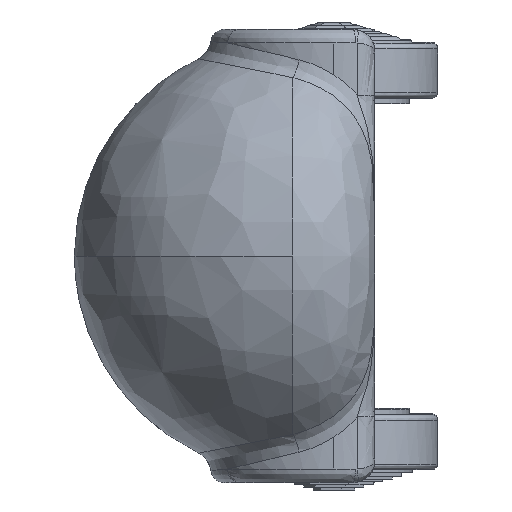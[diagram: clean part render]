
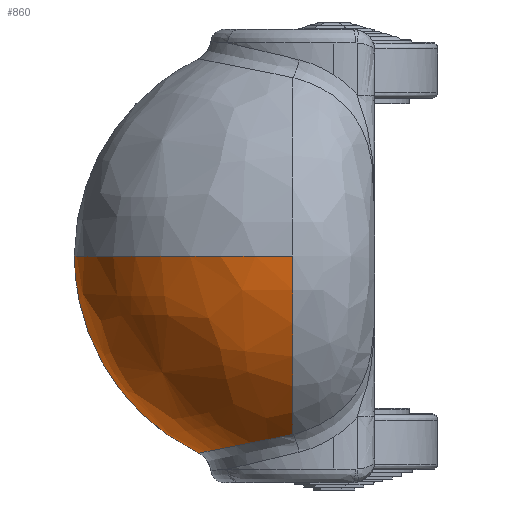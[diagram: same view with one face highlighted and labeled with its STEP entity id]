
A CAD part, left-side view. The second image highlights one B-rep face of the part: STEP entity #860.
In plain terms, the highlighted free-form (B-spline) face has degree [2, 2] with [3, 3] control points.
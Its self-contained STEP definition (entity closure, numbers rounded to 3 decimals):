
#860 = ADVANCED_FACE('',(#861),#922,.T.);
#861 = FACE_BOUND('',#862,.T.);
#862 = EDGE_LOOP('',(#863,#873,#881,#889));
#863 = ORIENTED_EDGE('',*,*,#864,.F.);
#864 = EDGE_CURVE('',#865,#867,#869,.T.);
#865 = VERTEX_POINT('',#866);
#866 = CARTESIAN_POINT('',(-263.146,-22.062,14.66
    ));
#867 = VERTEX_POINT('',#868);
#868 = CARTESIAN_POINT('',(-224.464,-22.062,
    -60.101));
#869 = ( BOUNDED_CURVE() B_SPLINE_CURVE(2,(#870,#871,#872),
.UNSPECIFIED.,.F.,.F.) B_SPLINE_CURVE_WITH_KNOTS((3,3),(1.571,
2.526),.PIECEWISE_BEZIER_KNOTS.) CURVE() 
GEOMETRIC_REPRESENTATION_ITEM() RATIONAL_B_SPLINE_CURVE((1.,
0.888,1.)) REPRESENTATION_ITEM('') );
#870 = CARTESIAN_POINT('',(-263.146,-22.062,14.66
    ));
#871 = CARTESIAN_POINT('',(-263.146,-22.062,-32.728
    ));
#872 = CARTESIAN_POINT('',(-224.464,-22.062,
    -60.101));
#873 = ORIENTED_EDGE('',*,*,#874,.T.);
#874 = EDGE_CURVE('',#865,#875,#877,.T.);
#875 = VERTEX_POINT('',#876);
#876 = CARTESIAN_POINT('',(-171.56,69.524,
    14.66));
#877 = ( BOUNDED_CURVE() B_SPLINE_CURVE(2,(#878,#879,#880),
.UNSPECIFIED.,.F.,.F.) B_SPLINE_CURVE_WITH_KNOTS((3,3),(0.,
1.571),.PIECEWISE_BEZIER_KNOTS.) CURVE() 
GEOMETRIC_REPRESENTATION_ITEM() RATIONAL_B_SPLINE_CURVE((1.,
0.707,1.)) REPRESENTATION_ITEM('') );
#878 = CARTESIAN_POINT('',(-263.146,-22.062,14.66
    ));
#879 = CARTESIAN_POINT('',(-263.146,69.524,14.66
    ));
#880 = CARTESIAN_POINT('',(-171.56,69.524,
    14.66));
#881 = ORIENTED_EDGE('',*,*,#882,.F.);
#882 = EDGE_CURVE('',#883,#875,#885,.T.);
#883 = VERTEX_POINT('',#884);
#884 = CARTESIAN_POINT('',(-171.56,17.486,
    -67.947));
#885 = ( BOUNDED_CURVE() B_SPLINE_CURVE(2,(#886,#887,#888),
.UNSPECIFIED.,.F.,.F.) B_SPLINE_CURVE_WITH_KNOTS((3,3),(0.447,
1.571),.PIECEWISE_BEZIER_KNOTS.) CURVE() 
GEOMETRIC_REPRESENTATION_ITEM() RATIONAL_B_SPLINE_CURVE((1.,
0.846,1.)) REPRESENTATION_ITEM('') );
#886 = CARTESIAN_POINT('',(-171.56,17.486,
    -67.947));
#887 = CARTESIAN_POINT('',(-171.56,69.524,-43.034
    ));
#888 = CARTESIAN_POINT('',(-171.56,69.524,
    14.66));
#889 = ORIENTED_EDGE('',*,*,#890,.T.);
#890 = EDGE_CURVE('',#883,#867,#891,.T.);
#891 = B_SPLINE_CURVE_WITH_KNOTS('',3,(#892,#893,#894,#895,#896,#897,
    #898,#899,#900,#901,#902,#903,#904,#905,#906,#907,#908,#909,#910,
    #911,#912,#913,#914,#915,#916,#917,#918,#919,#920,#921),
  .UNSPECIFIED.,.F.,.F.,(4,2,2,2,2,2,2,2,2,2,2,2,2,2,4),(
    0.,0.01,0.02,
    0.022,0.025,0.03,
    0.039,0.042,0.044,
    0.049,0.059,0.062,
    0.064,0.069,0.079),
  .UNSPECIFIED.);
#892 = CARTESIAN_POINT('',(-171.56,17.486,
    -67.947));
#893 = CARTESIAN_POINT('',(-174.561,17.486,
    -67.947));
#894 = CARTESIAN_POINT('',(-177.519,17.243,
    -67.901));
#895 = CARTESIAN_POINT('',(-183.355,16.291,
    -67.721));
#896 = CARTESIAN_POINT('',(-186.233,15.583,
    -67.587));
#897 = CARTESIAN_POINT('',(-189.778,14.397,
    -67.361));
#898 = CARTESIAN_POINT('',(-190.483,14.144,
    -67.313));
#899 = CARTESIAN_POINT('',(-191.875,13.615,
    -67.212));
#900 = CARTESIAN_POINT('',(-192.564,13.336,
    -67.159));
#901 = CARTESIAN_POINT('',(-194.607,12.462,
    -66.993));
#902 = CARTESIAN_POINT('',(-195.94,11.828,
    -66.871));
#903 = CARTESIAN_POINT('',(-199.853,9.769,-66.476
    ));
#904 = CARTESIAN_POINT('',(-202.345,8.193,-66.173
    ));
#905 = CARTESIAN_POINT('',(-205.313,5.96,
    -65.74));
#906 = CARTESIAN_POINT('',(-205.9,5.5,
    -65.65));
#907 = CARTESIAN_POINT('',(-207.049,4.56,
    -65.467));
#908 = CARTESIAN_POINT('',(-207.612,4.081,
    -65.374));
#909 = CARTESIAN_POINT('',(-209.267,2.612,
    -65.087));
#910 = CARTESIAN_POINT('',(-210.326,1.594,
    -64.888));
#911 = CARTESIAN_POINT('',(-213.371,-1.576,
    -64.264));
#912 = CARTESIAN_POINT('',(-215.226,-3.842,
    -63.815));
#913 = CARTESIAN_POINT('',(-217.323,-6.87,
    -63.209));
#914 = CARTESIAN_POINT('',(-217.732,-7.486,
    -63.085));
#915 = CARTESIAN_POINT('',(-218.524,-8.733,
    -62.834));
#916 = CARTESIAN_POINT('',(-218.906,-9.363,
    -62.707));
#917 = CARTESIAN_POINT('',(-220.011,-11.268,
    -62.322));
#918 = CARTESIAN_POINT('',(-220.694,-12.563,
    -62.059));
#919 = CARTESIAN_POINT('',(-222.584,-16.515,
    -61.252));
#920 = CARTESIAN_POINT('',(-223.632,-19.241,
    -60.69));
#921 = CARTESIAN_POINT('',(-224.464,-22.062,
    -60.101));
#922 = ( BOUNDED_SURFACE() B_SPLINE_SURFACE(2,2,(
    (#923,#924,#925)
    ,(#926,#927,#928)
    ,(#929,#930,#931
)),.UNSPECIFIED.,.F.,.F.,.F.) B_SPLINE_SURFACE_WITH_KNOTS((3,3),(3,3),(
    0.,1.571),(-1.124,0.),.PIECEWISE_BEZIER_KNOTS.) 
GEOMETRIC_REPRESENTATION_ITEM() RATIONAL_B_SPLINE_SURFACE((
    (1.,0.846,1.)
    ,(0.707,0.598,0.707)
,(1.,0.846,1.))) REPRESENTATION_ITEM('') SURFACE() );
#923 = CARTESIAN_POINT('',(-171.56,17.486,
    -67.947));
#924 = CARTESIAN_POINT('',(-171.56,69.524,-43.034
    ));
#925 = CARTESIAN_POINT('',(-171.56,69.524,
    14.66));
#926 = CARTESIAN_POINT('',(-211.108,17.486,
    -67.947));
#927 = CARTESIAN_POINT('',(-263.146,69.524,-43.034)
  );
#928 = CARTESIAN_POINT('',(-263.146,69.524,14.66
    ));
#929 = CARTESIAN_POINT('',(-211.108,-22.062,
    -67.947));
#930 = CARTESIAN_POINT('',(-263.146,-22.062,-43.034)
  );
#931 = CARTESIAN_POINT('',(-263.146,-22.062,14.66
    ));
